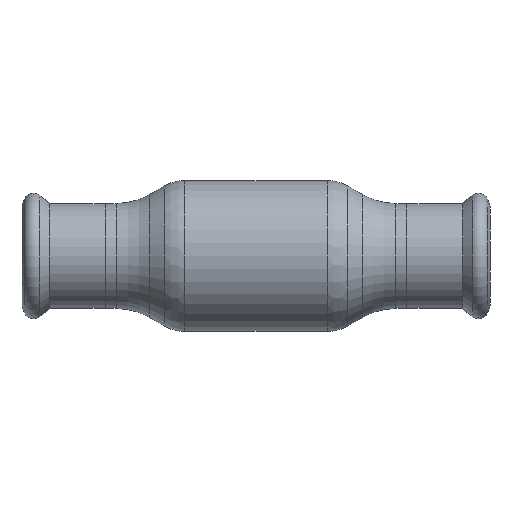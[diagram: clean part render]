
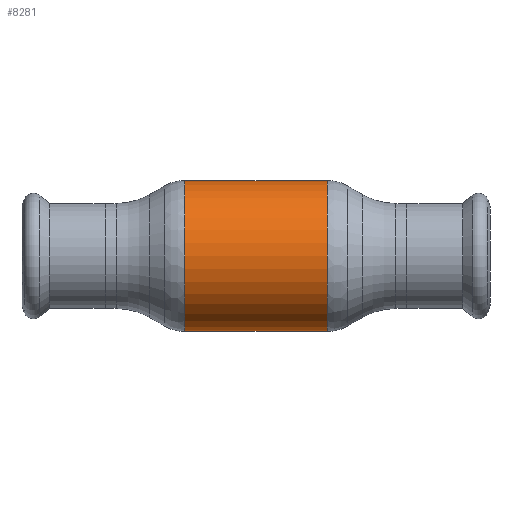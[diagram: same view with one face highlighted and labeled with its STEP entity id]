
A CAD part, front view. The second image highlights one B-rep face of the part: STEP entity #8281.
In plain terms, the highlighted cylindrical face has radius 22.5 mm (diameter 45 mm), a partial arc.
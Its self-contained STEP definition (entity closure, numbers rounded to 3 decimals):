
#913 = CARTESIAN_POINT ( 'NONE',  ( -62.69, 0., 0. ) ) ;
#5070 = DIRECTION ( 'NONE',  ( -1., 0., 0. ) ) ;
#5630 = VERTEX_POINT ( 'NONE', #27843 ) ;
#6050 = LINE ( 'NONE', #41082, #62682 ) ;
#6257 = EDGE_CURVE ( 'NONE', #8189, #55395, #6050, .T. ) ;
#6715 = EDGE_CURVE ( 'NONE', #49640, #5630, #23433, .T. ) ;
#7765 = CARTESIAN_POINT ( 'NONE',  ( -21.285, 0., -22.5 ) ) ;
#8189 = VERTEX_POINT ( 'NONE', #25062 ) ;
#8281 = ADVANCED_FACE ( 'NONE', ( #56426 ), #51765, .T. ) ;
#10351 = ORIENTED_EDGE ( 'NONE', *, *, #6715, .T. ) ;
#11467 = DIRECTION ( 'NONE',  ( -1., 0., 0. ) ) ;
#11741 = CARTESIAN_POINT ( 'NONE',  ( 21.285, 0., 0. ) ) ;
#12699 = DIRECTION ( 'NONE',  ( 0., 0., 1. ) ) ;
#16894 = AXIS2_PLACEMENT_3D ( 'NONE', #913, #11467, #30723 ) ;
#18449 = DIRECTION ( 'NONE',  ( -1., 0., 0. ) ) ;
#21665 = DIRECTION ( 'NONE',  ( -1., 0., 0. ) ) ;
#23023 = ORIENTED_EDGE ( 'NONE', *, *, #24332, .T. ) ;
#23064 = DIRECTION ( 'NONE',  ( 0., 0., 1. ) ) ;
#23433 = LINE ( 'NONE', #49208, #23801 ) ;
#23801 = VECTOR ( 'NONE', #18449, 1000. ) ;
#24332 = EDGE_CURVE ( 'NONE', #8189, #49640, #60147, .T. ) ;
#25062 = CARTESIAN_POINT ( 'NONE',  ( 21.285, 0., -22.5 ) ) ;
#25901 = EDGE_CURVE ( 'NONE', #55395, #5630, #59051, .T. ) ;
#27725 = CARTESIAN_POINT ( 'NONE',  ( -21.285, 0., 0. ) ) ;
#27843 = CARTESIAN_POINT ( 'NONE',  ( -21.285, 0., 22.5 ) ) ;
#29553 = CARTESIAN_POINT ( 'NONE',  ( 21.285, 0., 22.5 ) ) ;
#30723 = DIRECTION ( 'NONE',  ( 0., 0., 1. ) ) ;
#34280 = EDGE_LOOP ( 'NONE', ( #50170, #23023, #10351, #50759 ) ) ;
#41082 = CARTESIAN_POINT ( 'NONE',  ( -62.69, 0., -22.5 ) ) ;
#42885 = DIRECTION ( 'NONE',  ( -1., 0., 0. ) ) ;
#49208 = CARTESIAN_POINT ( 'NONE',  ( -62.69, 0., 22.5 ) ) ;
#49640 = VERTEX_POINT ( 'NONE', #29553 ) ;
#50170 = ORIENTED_EDGE ( 'NONE', *, *, #6257, .F. ) ;
#50759 = ORIENTED_EDGE ( 'NONE', *, *, #25901, .F. ) ;
#51765 = CYLINDRICAL_SURFACE ( 'NONE', #16894, 22.5 ) ;
#54855 = AXIS2_PLACEMENT_3D ( 'NONE', #11741, #21665, #12699 ) ;
#55395 = VERTEX_POINT ( 'NONE', #7765 ) ;
#56426 = FACE_OUTER_BOUND ( 'NONE', #34280, .T. ) ;
#59051 = CIRCLE ( 'NONE', #63237, 22.5 ) ;
#60147 = CIRCLE ( 'NONE', #54855, 22.5 ) ;
#62682 = VECTOR ( 'NONE', #5070, 1000. ) ;
#63237 = AXIS2_PLACEMENT_3D ( 'NONE', #27725, #42885, #23064 ) ;
